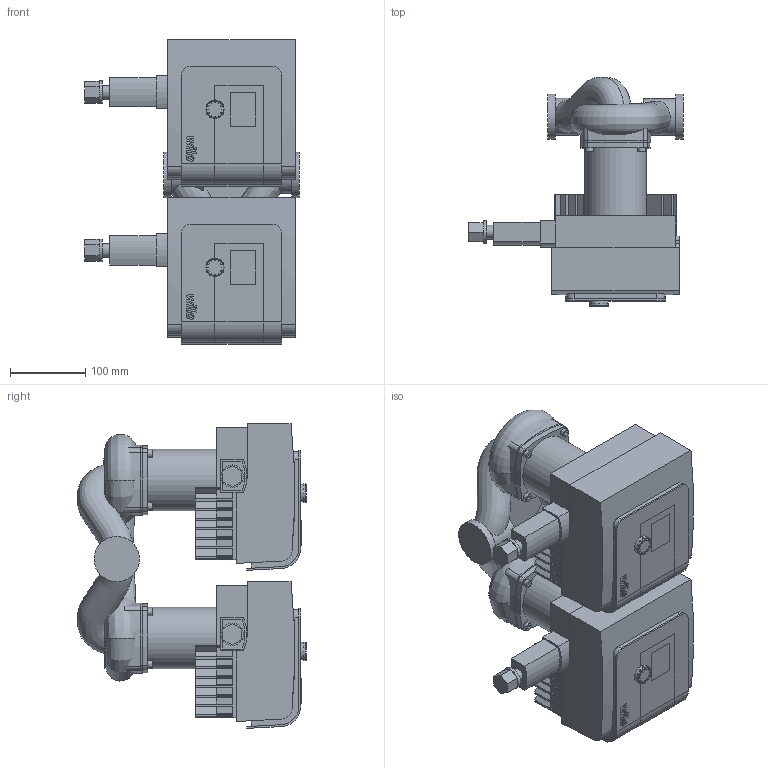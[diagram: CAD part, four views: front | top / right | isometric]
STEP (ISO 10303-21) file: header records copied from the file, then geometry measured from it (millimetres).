
FILE_DESCRIPTION(/* description */ (''),/* implementation_level */ '2;1');
FILE_NAME(/* name */ '3d_StratosMAXO-D30_0_5-6PN16-2186289.stp',/* time_stamp */ '2017-09-25T15:04:44+02:00',/* author */ ('Andrzej'),/* organization */ (''),/* preprocessor_version */ 'ST-DEVELOPER v16.13',/* originating_system */ 'AutoCAD Mechanical',/* authorisation */ '');
FILE_SCHEMA (('AUTOMOTIVE_DESIGN { 1 0 10303 214 3 1 1 }'));
Products named in the file (1): Product
Bounding box: 285 x 304.08 x 405 mm (x, y, z)
Volume: 10172772.4 mm3; surface area: 1000450.6 mm2
Topology: 27 solids, 27 shells, 1335 faces, 3458 edges, 2141 vertices
Faces by surface type: plane 713, cylinder 379, sphere 96, torus 72, bspline 59, cone 16
Full cylindrical faces by diameter (mm): 10 x8, 18 x2, 24 x2, 30 x2, 48.76 x1, 60.3 x2, 82 x2
Entity records: 60182 total; most frequent: CARTESIAN_POINT 27905, ORIENTED_EDGE 6738, DIRECTION 6633, EDGE_CURVE 3369, LINE 2227, VECTOR 2227, AXIS2_PLACEMENT_3D 2203, VERTEX_POINT 2135
